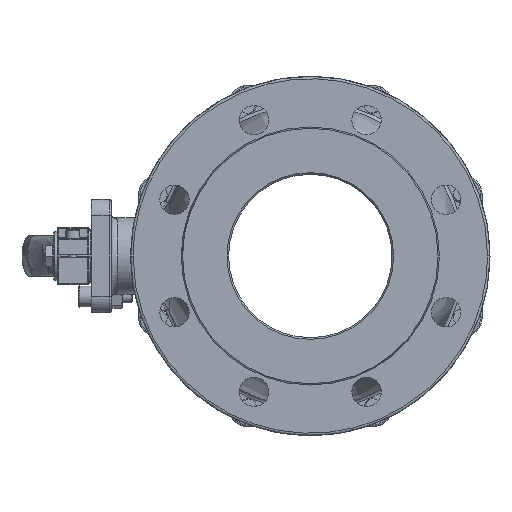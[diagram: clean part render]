
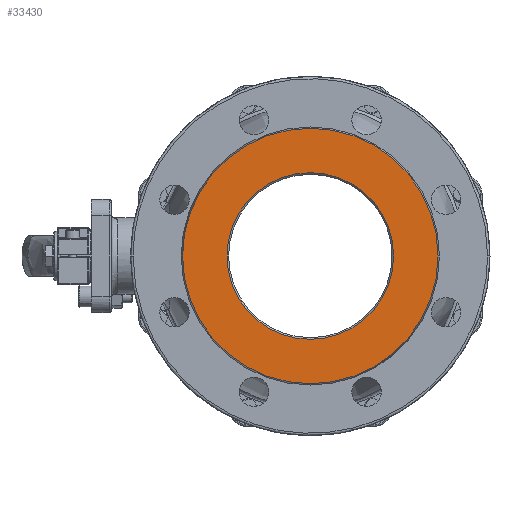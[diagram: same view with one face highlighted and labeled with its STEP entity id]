
A CAD part, left-side view. The second image highlights one B-rep face of the part: STEP entity #33430.
In plain terms, the highlighted planar face has unit normal (-1, 0, 0).
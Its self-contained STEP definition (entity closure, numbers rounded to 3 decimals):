
#3403 = AXIS2_PLACEMENT_3D ( 'NONE', #45291, #5474, #9310 ) ;
#3760 = EDGE_CURVE ( 'NONE', #35813, #31754, #15367, .T. ) ;
#4971 = ORIENTED_EDGE ( 'NONE', *, *, #52035, .T. ) ;
#5474 = DIRECTION ( 'NONE',  ( 1., 0., 0. ) ) ;
#6019 = PLANE ( 'NONE',  #47335 ) ;
#8873 = EDGE_LOOP ( 'NONE', ( #53967, #14772 ) ) ;
#9310 = DIRECTION ( 'NONE',  ( 0., -1., 0. ) ) ;
#10149 = CARTESIAN_POINT ( 'NONE',  ( -94., 51., 0. ) ) ;
#11045 = DIRECTION ( 'NONE',  ( 0., -1., 0. ) ) ;
#13023 = DIRECTION ( 'NONE',  ( 1., 0., 0. ) ) ;
#14772 = ORIENTED_EDGE ( 'NONE', *, *, #24722, .F. ) ;
#15258 = AXIS2_PLACEMENT_3D ( 'NONE', #28957, #15969, #29245 ) ;
#15367 = CIRCLE ( 'NONE', #48288, 78.196 ) ;
#15969 = DIRECTION ( 'NONE',  ( 1., 0., 0. ) ) ;
#16402 = AXIS2_PLACEMENT_3D ( 'NONE', #34759, #20375, #46875 ) ;
#16435 = ORIENTED_EDGE ( 'NONE', *, *, #41457, .T. ) ;
#19120 = CARTESIAN_POINT ( 'NONE',  ( -94., -51., 0. ) ) ;
#20375 = DIRECTION ( 'NONE',  ( 1., 0., 0. ) ) ;
#21243 = CARTESIAN_POINT ( 'NONE',  ( -94., 51., 0. ) ) ;
#21290 = CIRCLE ( 'NONE', #3403, 51. ) ;
#24613 = FACE_OUTER_BOUND ( 'NONE', #8873, .T. ) ;
#24722 = EDGE_CURVE ( 'NONE', #31754, #35813, #47462, .T. ) ;
#28957 = CARTESIAN_POINT ( 'NONE',  ( -94., 0., 0. ) ) ;
#29245 = DIRECTION ( 'NONE',  ( 0., -1., 0. ) ) ;
#31322 = CARTESIAN_POINT ( 'NONE',  ( -94., 0., 0. ) ) ;
#31754 = VERTEX_POINT ( 'NONE', #48986 ) ;
#33430 = ADVANCED_FACE ( 'NONE', ( #24613, #37577 ), #6019, .T. ) ;
#34759 = CARTESIAN_POINT ( 'NONE',  ( -94., 0., 0. ) ) ;
#35813 = VERTEX_POINT ( 'NONE', #37583 ) ;
#37577 = FACE_BOUND ( 'NONE', #52769, .T. ) ;
#37583 = CARTESIAN_POINT ( 'NONE',  ( -94., 78.196, 0. ) ) ;
#41457 = EDGE_CURVE ( 'NONE', #49617, #46334, #21290, .T. ) ;
#45129 = DIRECTION ( 'NONE',  ( 0., 1., 0. ) ) ;
#45291 = CARTESIAN_POINT ( 'NONE',  ( -94., 0., 0. ) ) ;
#46112 = DIRECTION ( 'NONE',  ( -1., 0., 0. ) ) ;
#46282 = CIRCLE ( 'NONE', #15258, 51. ) ;
#46334 = VERTEX_POINT ( 'NONE', #21243 ) ;
#46875 = DIRECTION ( 'NONE',  ( 0., 1., 0. ) ) ;
#47335 = AXIS2_PLACEMENT_3D ( 'NONE', #10149, #46112, #11045 ) ;
#47462 = CIRCLE ( 'NONE', #16402, 78.196 ) ;
#48288 = AXIS2_PLACEMENT_3D ( 'NONE', #31322, #13023, #45129 ) ;
#48986 = CARTESIAN_POINT ( 'NONE',  ( -94., -78.196, 0. ) ) ;
#49617 = VERTEX_POINT ( 'NONE', #19120 ) ;
#52035 = EDGE_CURVE ( 'NONE', #46334, #49617, #46282, .T. ) ;
#52769 = EDGE_LOOP ( 'NONE', ( #16435, #4971 ) ) ;
#53967 = ORIENTED_EDGE ( 'NONE', *, *, #3760, .F. ) ;
